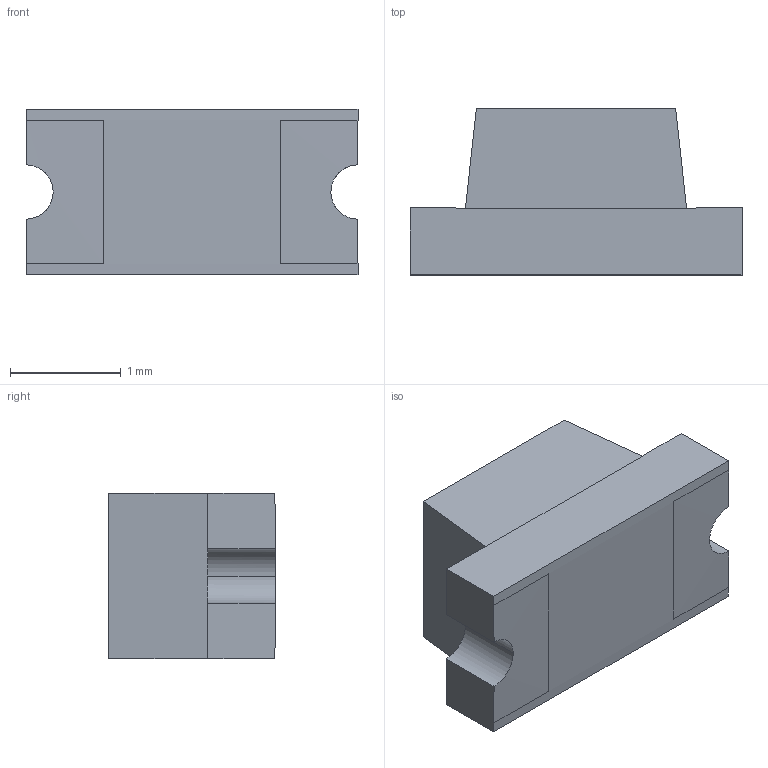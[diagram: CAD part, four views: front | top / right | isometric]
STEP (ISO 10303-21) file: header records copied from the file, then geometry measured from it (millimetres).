
FILE_DESCRIPTION (( 'STEP AP214' ), '1' );
FILE_NAME ('CMDA1xx7A1X.STEP', '2018-07-25T16:39:32', ( 'user' ), ( 'Microsoft' ), 'SwSTEP 2.0', 'SolidWorks 2018', '' );
FILE_SCHEMA (( 'AUTOMOTIVE_DESIGN' ));
Length unit declared in the file: millimetre
Products named in the file (1): CMDA1xx7A1X
Bounding box: 3 x 1.5 x 1.5 mm (x, y, z)
Surface area: 27 mm2 (no closed solid volume)
Topology: 0 solids, 2 shells, 26 faces, 75 edges, 49 vertices
Faces by surface type: bspline 26
Entity records: 979 total; most frequent: CARTESIAN_POINT 430, ORIENTED_EDGE 138, EDGE_CURVE 73, B_SPLINE_CURVE_WITH_KNOTS 69, VERTEX_POINT 49, EDGE_LOOP 28, ADVANCED_FACE 26, FACE_OUTER_BOUND 26
